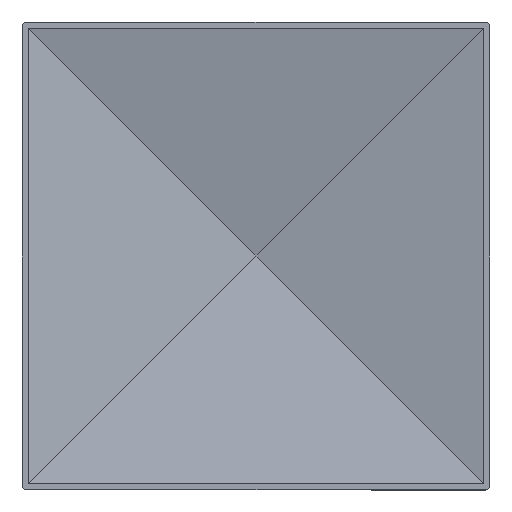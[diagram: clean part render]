
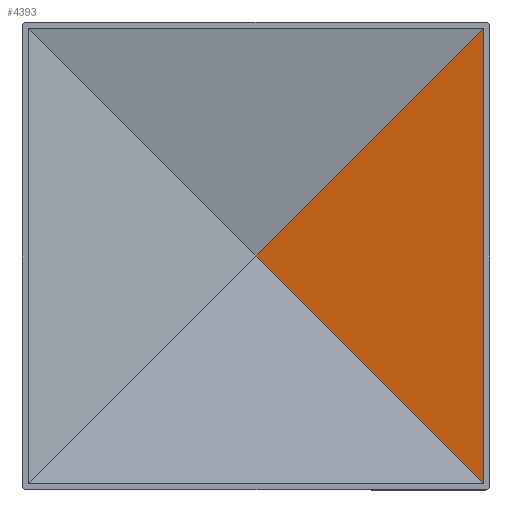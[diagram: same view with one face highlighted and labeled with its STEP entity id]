
A CAD part, front view. The second image highlights one B-rep face of the part: STEP entity #4393.
In plain terms, the highlighted planar face has unit normal (-0.212, -0.977, 0).
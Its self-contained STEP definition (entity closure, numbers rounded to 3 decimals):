
#241 = PLANE ( 'NONE',  #7676 ) ;
#289 = CARTESIAN_POINT ( 'NONE',  ( 75.5, 6.097, -75.5 ) ) ;
#618 = LINE ( 'NONE', #4043, #2325 ) ;
#776 = VERTEX_POINT ( 'NONE', #1002 ) ;
#859 = ORIENTED_EDGE ( 'NONE', *, *, #1318, .T. ) ;
#1002 = CARTESIAN_POINT ( 'NONE',  ( 75.5, 6.097, 75.5 ) ) ;
#1162 = DIRECTION ( 'NONE',  ( 0., 0., 1. ) ) ;
#1318 = EDGE_CURVE ( 'NONE', #10301, #776, #8425, .T. ) ;
#1809 = ORIENTED_EDGE ( 'NONE', *, *, #2254, .T. ) ;
#1887 = ORIENTED_EDGE ( 'NONE', *, *, #2757, .F. ) ;
#2254 = EDGE_CURVE ( 'NONE', #8322, #10301, #7333, .T. ) ;
#2325 = VECTOR ( 'NONE', #2376, 1000. ) ;
#2376 = DIRECTION ( 'NONE',  ( 0.699, -0.152, 0.699 ) ) ;
#2619 = CARTESIAN_POINT ( 'NONE',  ( 0., 22.488, 0. ) ) ;
#2730 = FACE_OUTER_BOUND ( 'NONE', #11116, .T. ) ;
#2757 = EDGE_CURVE ( 'NONE', #8322, #776, #618, .T. ) ;
#3733 = DIRECTION ( 'NONE',  ( -0.212, -0.977, 0. ) ) ;
#4043 = CARTESIAN_POINT ( 'NONE',  ( -35.473, 30.19, -35.473 ) ) ;
#4244 = CARTESIAN_POINT ( 'NONE',  ( 40.243, 13.751, -40.243 ) ) ;
#4393 = ADVANCED_FACE ( 'NONE', ( #2730 ), #241, .T. ) ;
#5049 = VECTOR ( 'NONE', #9321, 1000. ) ;
#5401 = CARTESIAN_POINT ( 'NONE',  ( 4.663, 21.476, -77.5 ) ) ;
#6519 = VECTOR ( 'NONE', #1162, 1000. ) ;
#7333 = LINE ( 'NONE', #4244, #5049 ) ;
#7676 = AXIS2_PLACEMENT_3D ( 'NONE', #5401, #3733, #9741 ) ;
#8322 = VERTEX_POINT ( 'NONE', #2619 ) ;
#8425 = LINE ( 'NONE', #10467, #6519 ) ;
#9321 = DIRECTION ( 'NONE',  ( 0.699, -0.152, -0.699 ) ) ;
#9741 = DIRECTION ( 'NONE',  ( 0.977, -0.212, 0. ) ) ;
#10301 = VERTEX_POINT ( 'NONE', #289 ) ;
#10467 = CARTESIAN_POINT ( 'NONE',  ( 75.5, 6.097, -77.5 ) ) ;
#11116 = EDGE_LOOP ( 'NONE', ( #1809, #859, #1887 ) ) ;
